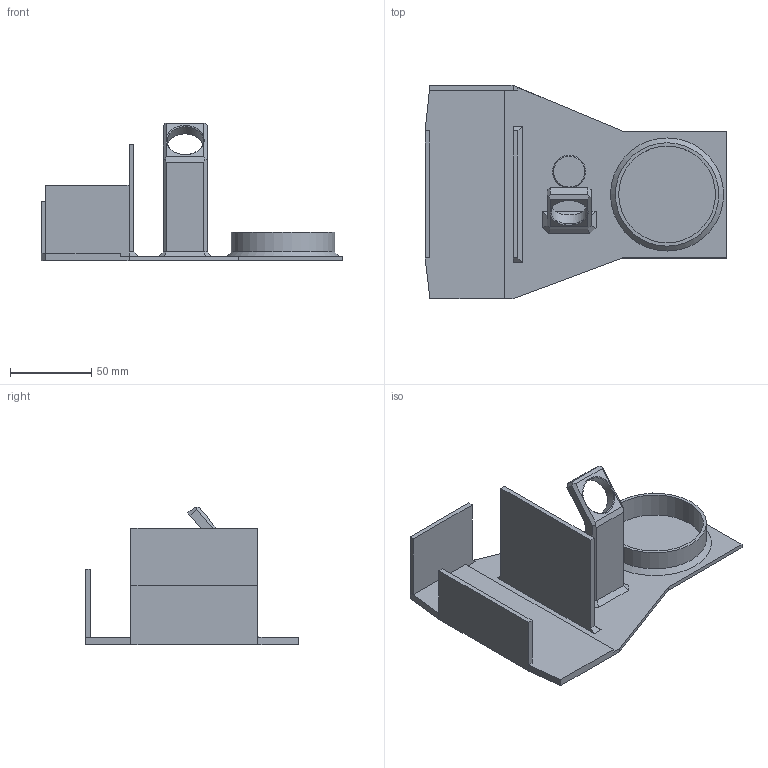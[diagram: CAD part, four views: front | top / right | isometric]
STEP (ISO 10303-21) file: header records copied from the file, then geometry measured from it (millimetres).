
FILE_DESCRIPTION(/* description */ ('STEP AP242','CAx-IF Rec.Pracs.---Representation and Presentation of Product Manufacturing Information (PMI)---4.0---2014-10-13','CAx-IF Rec.Pracs.---3D Tessellated Geometry---0.4---2014-09-14','2;1'),/* implementation_level */ '2;1');
FILE_NAME(/* name */ '66a6c28faf9ae75c5af91cbd',/* time_stamp */ '2024-07-28T22:13:36Z',/* author */ (''),/* organization */ (''),/* preprocessor_version */ 'ST-DEVELOPER v20',/* originating_system */ ' ',/* authorisation */ ' ');
FILE_SCHEMA (('AP242_MANAGED_MODEL_BASED_3D_ENGINEERING_MIM_LF { 1 0 10303 442 1 1 4 }'));
Length unit declared in the file: metre
Products named in the file (1): Part 1
Bounding box: 185.39 x 131 x 84.53 mm (x, y, z)
Volume: 119135.7 mm3; surface area: 73226.8 mm2
Topology: 1 solids, 1 shells, 64 faces, 162 edges, 103 vertices
Faces by surface type: plane 57, cylinder 4, cone 3
Full cylindrical faces by diameter (mm): 19 x1, 22.3 x1, 59.5 x1, 63.5 x1
Entity records: 1854 total; most frequent: CARTESIAN_POINT 325, ORIENTED_EDGE 306, DIRECTION 294, EDGE_CURVE 153, LINE 138, VECTOR 138, VERTEX_POINT 101, AXIS2_PLACEMENT_3D 78
